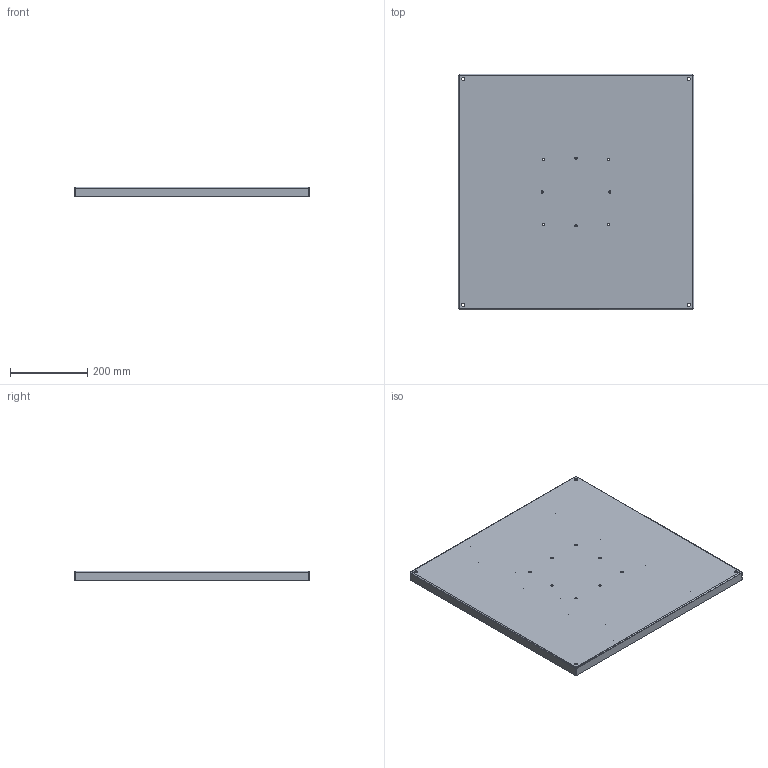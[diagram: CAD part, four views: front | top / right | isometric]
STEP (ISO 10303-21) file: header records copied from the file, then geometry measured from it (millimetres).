
FILE_DESCRIPTION( ( 'Unknown' ), '1' );
FILE_NAME( 'PEB242401.stp', 'Unknown', ( 'Unknown' ), ( 'Unknown' ), 'PSStep 16.0.42', 'Unknown', ' ' );
FILE_SCHEMA( ( 'AUTOMOTIVE_DESIGN { 1 0 10303 214 1 1 1 1 }' ) );
Length unit declared in the file: millimetre
Products named in the file (3): Assem1; PEB24; PEB24_RENFORT
Assembly tree (3 placements, depth 2):
  Assem1
    PEB24
    PEB24_RENFORT  x2
Bounding box: 609.6 x 609.6 x 25.4 mm (x, y, z)
Volume: 1296389.3 mm3; surface area: 986777.6 mm2
Topology: 3 solids, 3 shells, 70 faces, 160 edges, 96 vertices
Faces by surface type: plane 38, cylinder 24, bspline 8
Full cylindrical faces by diameter (mm): 5.944 x8, 7.925 x4
Entity records: 2402 total; most frequent: CARTESIAN_POINT 564, DIRECTION 248, ORIENTED_EDGE 248, EDGE_CURVE 124, EDGE_LOOP 96, AXIS2_PLACEMENT_3D 84, VERTEX_POINT 80, LINE 80
